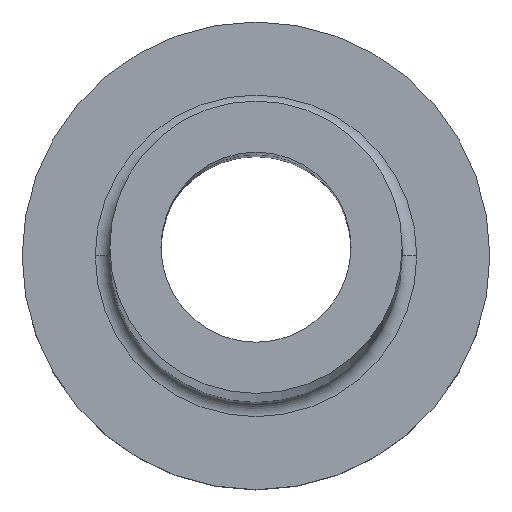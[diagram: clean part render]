
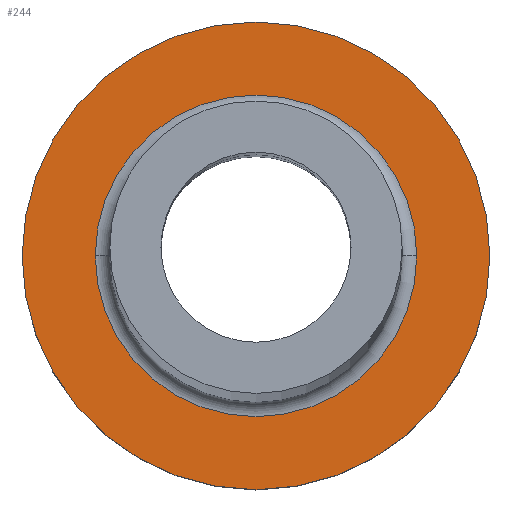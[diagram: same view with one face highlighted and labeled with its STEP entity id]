
A CAD part, top view. The second image highlights one B-rep face of the part: STEP entity #244.
In plain terms, the highlighted planar face has unit normal (0, 0, 1).
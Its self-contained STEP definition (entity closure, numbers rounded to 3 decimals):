
#7 = AXIS2_PLACEMENT_3D ( 'NONE', #294, #110, #177 ) ;
#21 = CIRCLE ( 'NONE', #24, 5.5 ) ;
#24 = AXIS2_PLACEMENT_3D ( 'NONE', #448, #129, #318 ) ;
#36 = VERTEX_POINT ( 'NONE', #226 ) ;
#43 = VERTEX_POINT ( 'NONE', #169 ) ;
#48 = EDGE_CURVE ( 'NONE', #224, #43, #21, .T. ) ;
#56 = PLANE ( 'NONE',  #145 ) ;
#81 = ORIENTED_EDGE ( 'NONE', *, *, #238, .T. ) ;
#84 = DIRECTION ( 'NONE',  ( 1., 0., 0. ) ) ;
#96 = CIRCLE ( 'NONE', #225, 8. ) ;
#108 = VERTEX_POINT ( 'NONE', #397 ) ;
#110 = DIRECTION ( 'NONE',  ( 0., 0., -1. ) ) ;
#121 = DIRECTION ( 'NONE',  ( 1., 0., 0. ) ) ;
#129 = DIRECTION ( 'NONE',  ( 0., 0., -1. ) ) ;
#136 = EDGE_CURVE ( 'NONE', #43, #224, #299, .T. ) ;
#144 = EDGE_LOOP ( 'NONE', ( #413, #334 ) ) ;
#145 = AXIS2_PLACEMENT_3D ( 'NONE', #206, #414, #84 ) ;
#169 = CARTESIAN_POINT ( 'NONE',  ( 5.5, 0., 5. ) ) ;
#170 = AXIS2_PLACEMENT_3D ( 'NONE', #272, #172, #121 ) ;
#172 = DIRECTION ( 'NONE',  ( 0., 0., 1. ) ) ;
#177 = DIRECTION ( 'NONE',  ( 1., 0., 0. ) ) ;
#206 = CARTESIAN_POINT ( 'NONE',  ( 0., 0., 5. ) ) ;
#224 = VERTEX_POINT ( 'NONE', #450 ) ;
#225 = AXIS2_PLACEMENT_3D ( 'NONE', #405, #323, #287 ) ;
#226 = CARTESIAN_POINT ( 'NONE',  ( -8., 0., 5. ) ) ;
#238 = EDGE_CURVE ( 'NONE', #108, #36, #374, .T. ) ;
#244 = ADVANCED_FACE ( 'NONE', ( #417, #340 ), #56, .T. ) ;
#272 = CARTESIAN_POINT ( 'NONE',  ( 0., 0., 5. ) ) ;
#279 = EDGE_CURVE ( 'NONE', #36, #108, #96, .T. ) ;
#287 = DIRECTION ( 'NONE',  ( 1., 0., 0. ) ) ;
#291 = ORIENTED_EDGE ( 'NONE', *, *, #279, .T. ) ;
#294 = CARTESIAN_POINT ( 'NONE',  ( 0., 0., 5. ) ) ;
#299 = CIRCLE ( 'NONE', #7, 5.5 ) ;
#318 = DIRECTION ( 'NONE',  ( 1., 0., 0. ) ) ;
#323 = DIRECTION ( 'NONE',  ( 0., 0., 1. ) ) ;
#334 = ORIENTED_EDGE ( 'NONE', *, *, #48, .T. ) ;
#340 = FACE_OUTER_BOUND ( 'NONE', #368, .T. ) ;
#368 = EDGE_LOOP ( 'NONE', ( #291, #81 ) ) ;
#374 = CIRCLE ( 'NONE', #170, 8. ) ;
#397 = CARTESIAN_POINT ( 'NONE',  ( 8., 0., 5. ) ) ;
#405 = CARTESIAN_POINT ( 'NONE',  ( 0., 0., 5. ) ) ;
#413 = ORIENTED_EDGE ( 'NONE', *, *, #136, .T. ) ;
#414 = DIRECTION ( 'NONE',  ( 0., 0., 1. ) ) ;
#417 = FACE_BOUND ( 'NONE', #144, .T. ) ;
#448 = CARTESIAN_POINT ( 'NONE',  ( 0., 0., 5. ) ) ;
#450 = CARTESIAN_POINT ( 'NONE',  ( -5.5, 0., 5. ) ) ;
